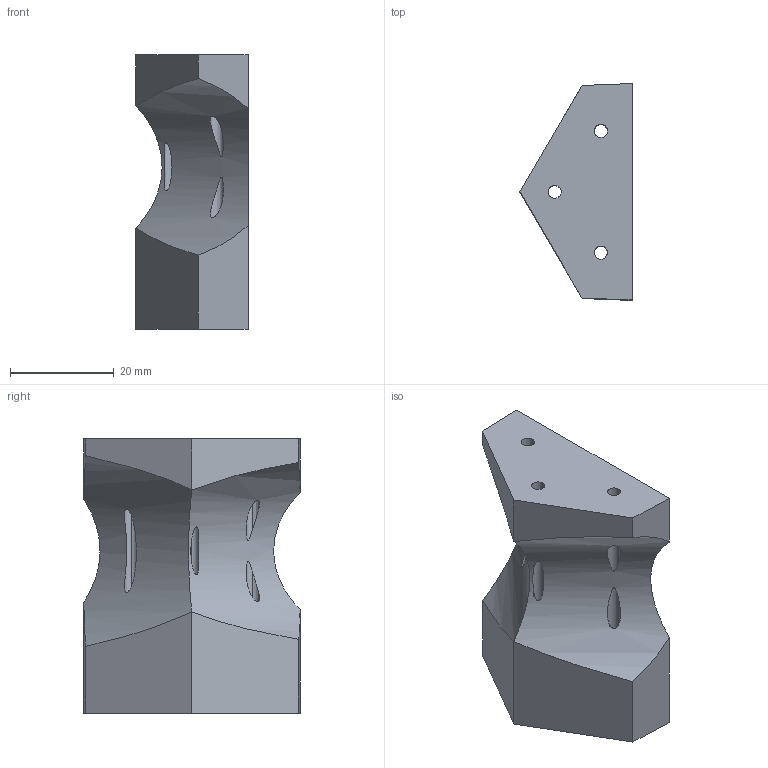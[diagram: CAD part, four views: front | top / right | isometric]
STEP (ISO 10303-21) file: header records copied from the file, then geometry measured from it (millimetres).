
FILE_DESCRIPTION (( 'STEP AP203' ), '1' );
FILE_NAME ('J2 Drive Rod Support Block.STEP', '2016-07-29T00:16:27', ( '' ), ( '' ), 'SwSTEP 2.0', 'SolidWorks 2015', '' );
FILE_SCHEMA (( 'CONFIG_CONTROL_DESIGN' ));
Length unit declared in the file: inch
Products named in the file (1): J2 Drive Rod Support Block
Bounding box: 21.59 x 41.66 x 52.83 mm (x, y, z)
Volume: 24854.5 mm3; surface area: 7843.6 mm2
Topology: 1 solids, 1 shells, 24 faces, 69 edges, 46 vertices
Faces by surface type: cylinder 12, plane 12
Entity records: 1155 total; most frequent: CARTESIAN_POINT 457, ORIENTED_EDGE 138, DIRECTION 114, EDGE_CURVE 69, VERTEX_POINT 46, AXIS2_PLACEMENT_3D 41, EDGE_LOOP 35, LINE 32
